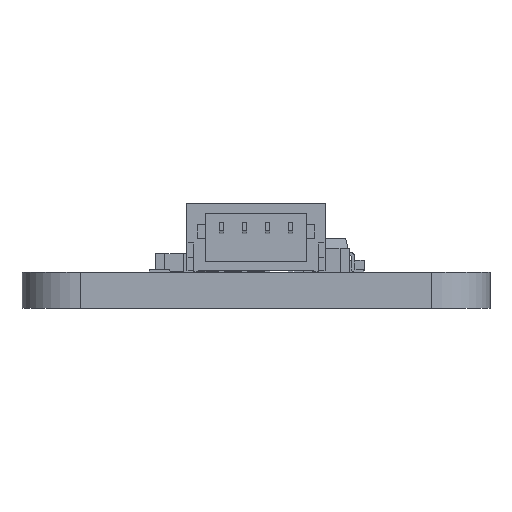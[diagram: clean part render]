
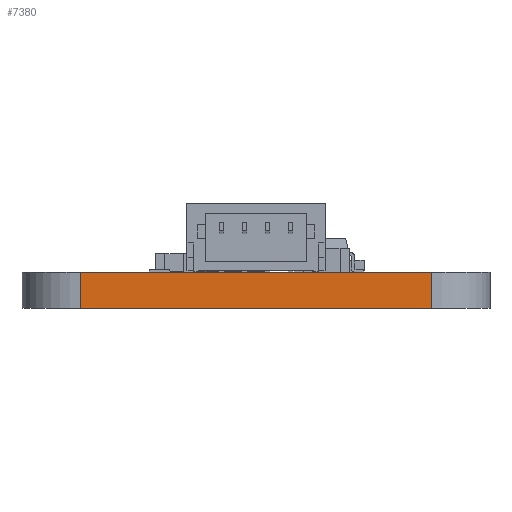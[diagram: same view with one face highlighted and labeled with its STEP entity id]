
A CAD part, left-side view. The second image highlights one B-rep face of the part: STEP entity #7380.
In plain terms, the highlighted planar face has unit normal (-1, 0, 0).
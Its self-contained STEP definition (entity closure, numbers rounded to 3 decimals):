
#168=PLANE('',#7963);
#504=FACE_OUTER_BOUND('',#914,.T.);
#914=EDGE_LOOP('',(#5129,#5130,#5131,#5132));
#1394=LINE('',#10769,#2260);
#1395=LINE('',#10772,#2261);
#1396=LINE('',#10774,#2262);
#1397=LINE('',#10775,#2263);
#2260=VECTOR('',#8714,10.);
#2261=VECTOR('',#8717,10.);
#2262=VECTOR('',#8718,10.);
#2263=VECTOR('',#8719,10.);
#3335=VERTEX_POINT('',#10765);
#3336=VERTEX_POINT('',#10767);
#3337=VERTEX_POINT('',#10771);
#3338=VERTEX_POINT('',#10773);
#4048=EDGE_CURVE('',#3335,#3336,#1394,.T.);
#4049=EDGE_CURVE('',#3337,#3335,#1395,.T.);
#4050=EDGE_CURVE('',#3338,#3336,#1396,.T.);
#4051=EDGE_CURVE('',#3337,#3338,#1397,.T.);
#5129=ORIENTED_EDGE('',*,*,#4049,.T.);
#5130=ORIENTED_EDGE('',*,*,#4048,.T.);
#5131=ORIENTED_EDGE('',*,*,#4050,.F.);
#5132=ORIENTED_EDGE('',*,*,#4051,.F.);
#7380=ADVANCED_FACE('',(#504),#168,.T.);
#7963=AXIS2_PLACEMENT_3D('',#10770,#8715,#8716);
#8714=DIRECTION('',(0.,0.,1.));
#8715=DIRECTION('center_axis',(-1.,0.,0.));
#8716=DIRECTION('ref_axis',(0.,-1.,0.));
#8717=DIRECTION('',(0.,-1.,0.));
#8718=DIRECTION('',(0.,-1.,0.));
#8719=DIRECTION('',(0.,0.,1.));
#10765=CARTESIAN_POINT('',(0.,2.54,0.));
#10767=CARTESIAN_POINT('',(0.,2.54,1.57));
#10769=CARTESIAN_POINT('',(0.,2.54,0.));
#10770=CARTESIAN_POINT('Origin',(0.,17.78,0.));
#10771=CARTESIAN_POINT('',(0.,17.78,0.));
#10772=CARTESIAN_POINT('',(0.,17.78,0.));
#10773=CARTESIAN_POINT('',(0.,17.78,1.57));
#10774=CARTESIAN_POINT('',(0.,17.78,1.57));
#10775=CARTESIAN_POINT('',(0.,17.78,0.));
